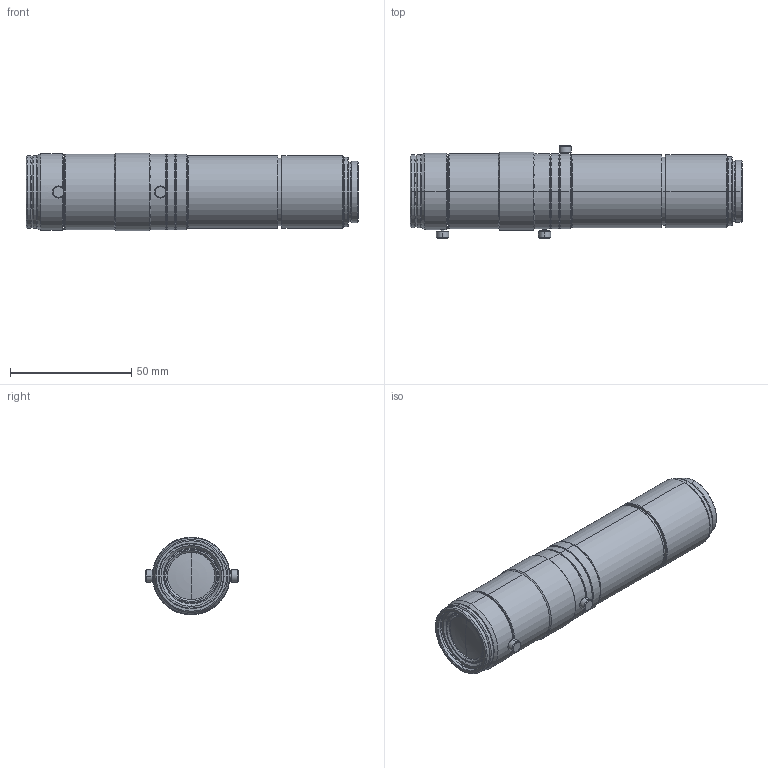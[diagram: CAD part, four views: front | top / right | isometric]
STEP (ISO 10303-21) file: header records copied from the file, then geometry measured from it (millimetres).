
FILE_DESCRIPTION (( 'STEP AP214' ), '1' );
FILE_NAME ('VSZ-0324S.STEP', '2020-08-17T07:32:38', ( '' ), ( '' ), 'SwSTEP 2.0', 'SolidWorks 2020', '' );
FILE_SCHEMA (( 'AUTOMOTIVE_DESIGN' ));
Length unit declared in the file: millimetre
Products named in the file (1): VSZ-0324S
Bounding box: 136.7 x 38.2 x 31.99 mm (x, y, z)
Volume: 94064.4 mm3; surface area: 17575.1 mm2
Topology: 1 solids, 1 shells, 176 faces, 352 edges, 203 vertices
Faces by surface type: cone 90, cylinder 56, plane 28, torus 2
Entity records: 4632 total; most frequent: DIRECTION 896, CARTESIAN_POINT 816, ORIENTED_EDGE 700, AXIS2_PLACEMENT_3D 375, EDGE_CURVE 350, VERTEX_POINT 203, EDGE_LOOP 203, CIRCLE 198
